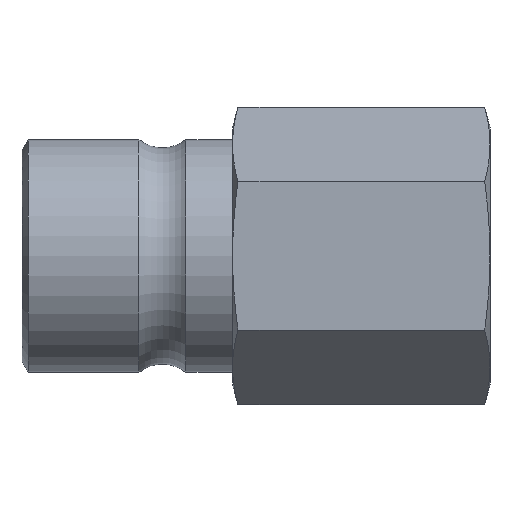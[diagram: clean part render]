
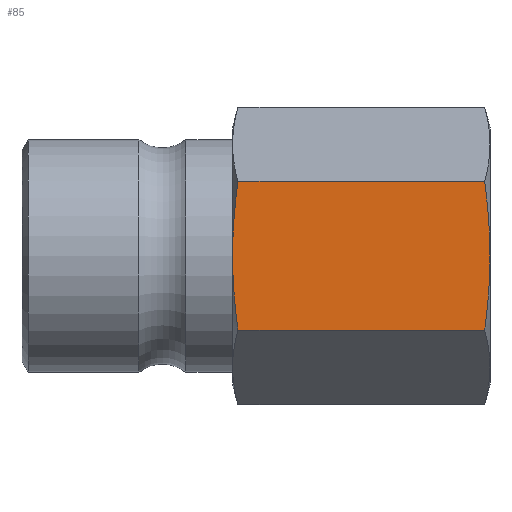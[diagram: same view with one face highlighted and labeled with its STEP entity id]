
A CAD part, top view. The second image highlights one B-rep face of the part: STEP entity #85.
In plain terms, the highlighted planar face has unit normal (0, 0, 1).
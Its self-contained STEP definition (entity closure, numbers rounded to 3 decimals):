
#85 = ADVANCED_FACE( '', ( #125 ), #126, .F. );
#125 = FACE_OUTER_BOUND( '', #194, .T. );
#126 = PLANE( '', #195 );
#194 = EDGE_LOOP( '', ( #318, #319, #320, #321, #322, #323 ) );
#195 = AXIS2_PLACEMENT_3D( '', #324, #325, #326 );
#318 = ORIENTED_EDGE( '', *, *, #455, .F. );
#319 = ORIENTED_EDGE( '', *, *, #467, .F. );
#320 = ORIENTED_EDGE( '', *, *, #468, .F. );
#321 = ORIENTED_EDGE( '', *, *, #437, .T. );
#322 = ORIENTED_EDGE( '', *, *, #465, .F. );
#323 = ORIENTED_EDGE( '', *, *, #462, .F. );
#324 = CARTESIAN_POINT( '', ( 40., 6.351, 11. ) );
#325 = DIRECTION( '', ( 0., 0., -1. ) );
#326 = DIRECTION( '', ( -1., 0., 0. ) );
#437 = EDGE_CURVE( '', #492, #493, #494, .T. );
#455 = EDGE_CURVE( '', #524, #526, #527, .T. );
#462 = EDGE_CURVE( '', #526, #536, #537, .T. );
#465 = EDGE_CURVE( '', #536, #493, #540, .T. );
#467 = EDGE_CURVE( '', #542, #524, #543, .F. );
#468 = EDGE_CURVE( '', #492, #542, #544, .F. );
#492 = VERTEX_POINT( '', #588 );
#493 = VERTEX_POINT( '', #589 );
#494 = LINE( '', #590, #591 );
#524 = VERTEX_POINT( '', #685 );
#526 = VERTEX_POINT( '', #692 );
#527 = LINE( '', #693, #694 );
#536 = VERTEX_POINT( '', #728 );
#537 = B_SPLINE_CURVE_WITH_KNOTS( '', 3, ( #729, #730, #731, #732, #733, #734 ), .UNSPECIFIED., .F., .F., ( 4, 2, 4 ), ( 0.011, 0.014, 0.017 ), .UNSPECIFIED. );
#540 = B_SPLINE_CURVE_WITH_KNOTS( '', 3, ( #737, #738, #739, #740, #741, #742 ), .UNSPECIFIED., .F., .F., ( 4, 2, 4 ), ( 0.017, 0.02, 0.023 ), .UNSPECIFIED. );
#542 = VERTEX_POINT( '', #744 );
#543 = B_SPLINE_CURVE_WITH_KNOTS( '', 3, ( #745, #746, #747, #748, #749, #750 ), .UNSPECIFIED., .F., .F., ( 4, 2, 4 ), ( 0.011, 0.014, 0.017 ), .UNSPECIFIED. );
#544 = B_SPLINE_CURVE_WITH_KNOTS( '', 3, ( #751, #752, #753, #754, #755, #756 ), .UNSPECIFIED., .F., .F., ( 4, 2, 4 ), ( 0.017, 0.02, 0.023 ), .UNSPECIFIED. );
#588 = CARTESIAN_POINT( '', ( 39.544, 6.351, 11. ) );
#589 = CARTESIAN_POINT( '', ( 18.456, 6.351, 11. ) );
#590 = CARTESIAN_POINT( '', ( 40., 6.351, 11. ) );
#591 = VECTOR( '', #787, 1000. );
#685 = CARTESIAN_POINT( '', ( 39.544, -6.351, 11. ) );
#692 = CARTESIAN_POINT( '', ( 18.456, -6.351, 11. ) );
#693 = CARTESIAN_POINT( '', ( 40., -6.351, 11. ) );
#694 = VECTOR( '', #792, 1000. );
#728 = CARTESIAN_POINT( '', ( 18., 0., 11. ) );
#729 = CARTESIAN_POINT( '', ( 18.456, -6.351, 11. ) );
#730 = CARTESIAN_POINT( '', ( 18.315, -5.296, 11. ) );
#731 = CARTESIAN_POINT( '', ( 18.199, -4.234, 11. ) );
#732 = CARTESIAN_POINT( '', ( 18.042, -2.115, 11. ) );
#733 = CARTESIAN_POINT( '', ( 18., -1.057, 11. ) );
#734 = CARTESIAN_POINT( '', ( 18., 0., 11. ) );
#737 = CARTESIAN_POINT( '', ( 18., 0., 11. ) );
#738 = CARTESIAN_POINT( '', ( 18., 1.061, 11. ) );
#739 = CARTESIAN_POINT( '', ( 18.042, 2.12, 11. ) );
#740 = CARTESIAN_POINT( '', ( 18.199, 4.237, 11. ) );
#741 = CARTESIAN_POINT( '', ( 18.314, 5.294, 11. ) );
#742 = CARTESIAN_POINT( '', ( 18.456, 6.351, 11. ) );
#744 = CARTESIAN_POINT( '', ( 40., 0., 11. ) );
#745 = CARTESIAN_POINT( '', ( 39.544, -6.351, 11. ) );
#746 = CARTESIAN_POINT( '', ( 39.685, -5.296, 11. ) );
#747 = CARTESIAN_POINT( '', ( 39.801, -4.234, 11. ) );
#748 = CARTESIAN_POINT( '', ( 39.958, -2.115, 11. ) );
#749 = CARTESIAN_POINT( '', ( 40., -1.057, 11. ) );
#750 = CARTESIAN_POINT( '', ( 40., 0., 11. ) );
#751 = CARTESIAN_POINT( '', ( 40., 0., 11. ) );
#752 = CARTESIAN_POINT( '', ( 40., 1.061, 11. ) );
#753 = CARTESIAN_POINT( '', ( 39.958, 2.12, 11. ) );
#754 = CARTESIAN_POINT( '', ( 39.801, 4.237, 11. ) );
#755 = CARTESIAN_POINT( '', ( 39.686, 5.294, 11. ) );
#756 = CARTESIAN_POINT( '', ( 39.544, 6.351, 11. ) );
#787 = DIRECTION( '', ( -1., 0., 0. ) );
#792 = DIRECTION( '', ( -1., 0., 0. ) );
